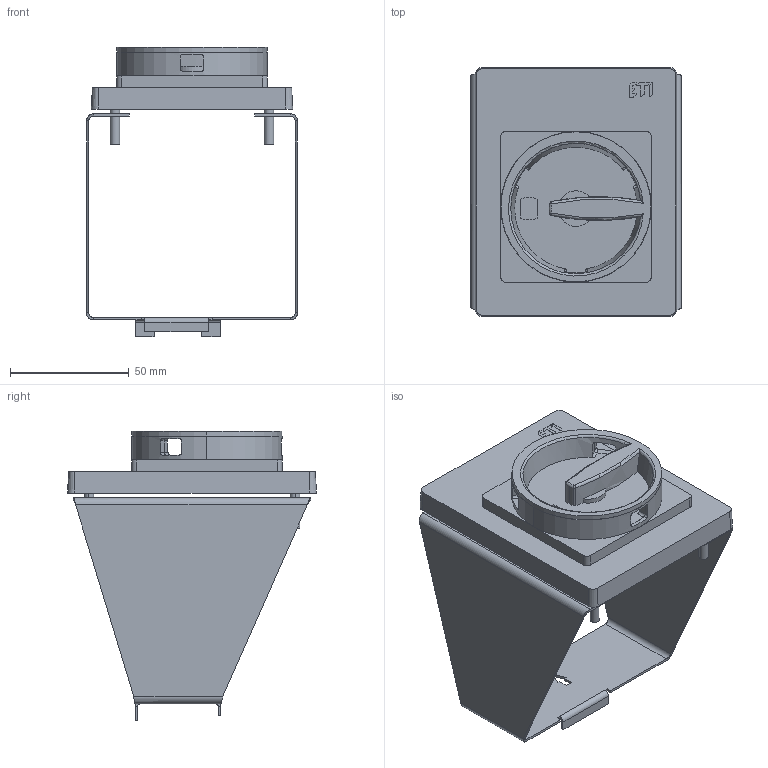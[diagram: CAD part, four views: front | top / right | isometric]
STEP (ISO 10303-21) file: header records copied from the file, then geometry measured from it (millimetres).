
FILE_DESCRIPTION((''),'2;1');
FILE_NAME('FME55-FME55E_ASM','2021-07-28T',('marketing.praksa'),('Audax d.o.o.'),'CREO PARAMETRIC BY PTC INC, 2017480','CREO PARAMETRIC BY PTC INC, 2017480','');
FILE_SCHEMA(('AUTOMOTIVE_DESIGN { 1 0 10303 214 1 1 1 1 }'));
Length unit declared in the file: millimetre
Products named in the file (6): PRT9540; BASE; PRT9541; PKRV; PRT9542; FME55-FME55E_ASM
Assembly tree (5 placements, depth 2):
  FME55-FME55E_ASM
    PRT9540
    BASE
    PRT9541
    PKRV
    PRT9542
Bounding box: 89 x 105 x 122 mm (x, y, z)
Volume: 120613.7 mm3; surface area: 74438.8 mm2
Topology: 7 solids, 7 shells, 326 faces, 856 edges, 548 vertices
Faces by surface type: plane 183, cylinder 124, bspline 8, cone 5, torus 4, sphere 2
Entity records: 16331 total; most frequent: CARTESIAN_POINT 2931, ORIENTED_EDGE 1708, DIRECTION 1644, PRESENTATION_STYLE_ASSIGNMENT 1187, STYLED_ITEM 1187, CURVE_STYLE 854, EDGE_CURVE 854, AXIS2_PLACEMENT_3D 551
